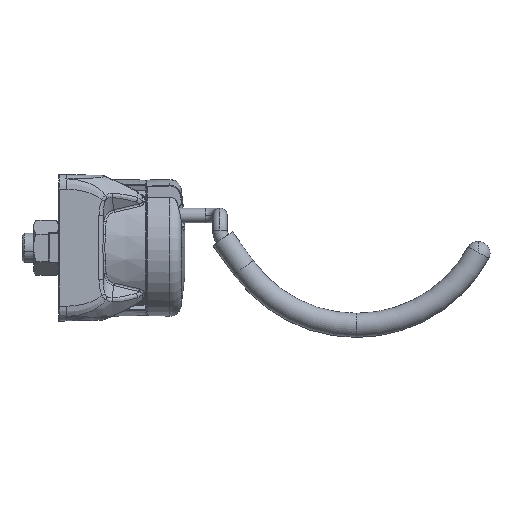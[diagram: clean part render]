
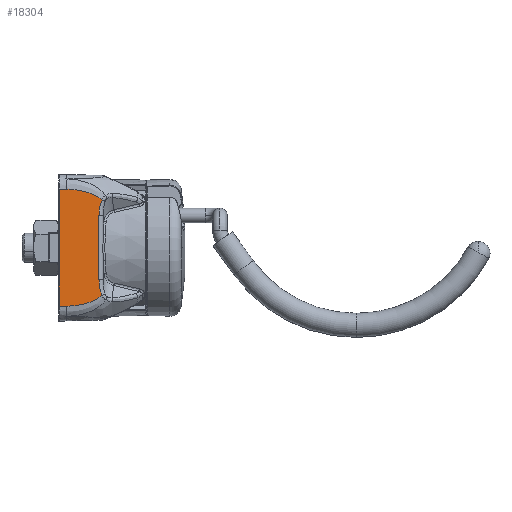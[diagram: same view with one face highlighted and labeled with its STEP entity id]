
A CAD part, top view. The second image highlights one B-rep face of the part: STEP entity #18304.
In plain terms, the highlighted planar face has unit normal (0.018, 0, 1).
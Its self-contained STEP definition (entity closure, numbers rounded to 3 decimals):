
#636 = CARTESIAN_POINT ( 'NONE',  ( 0.203, -15.98, 19.998 ) ) ;
#1661 = ORIENTED_EDGE ( 'NONE', *, *, #43530, .F. ) ;
#1816 = VERTEX_POINT ( 'NONE', #636 ) ;
#2601 = CARTESIAN_POINT ( 'NONE',  ( 11.305, -11.839, 19.804 ) ) ;
#3565 = ORIENTED_EDGE ( 'NONE', *, *, #43670, .T. ) ;
#3703 = EDGE_CURVE ( 'NONE', #38009, #30310, #35030, .T. ) ;
#5185 = LINE ( 'NONE', #10903, #25274 ) ;
#5337 = DIRECTION ( 'NONE',  ( -1., 0., 0.017 ) ) ;
#5706 = CARTESIAN_POINT ( 'NONE',  ( 11.524, -13.358, 19.8 ) ) ;
#6107 = VERTEX_POINT ( 'NONE', #12790 ) ;
#6527 = CARTESIAN_POINT ( 'NONE',  ( 2.238, 15.98, 19.962 ) ) ;
#7296 = VERTEX_POINT ( 'NONE', #31502 ) ;
#7761 = EDGE_CURVE ( 'NONE', #13900, #6107, #5185, .T. ) ;
#8552 = CARTESIAN_POINT ( 'NONE',  ( 5.617, -15.68, 19.903 ) ) ;
#8640 = CARTESIAN_POINT ( 'NONE',  ( 23., -15.98, 19.6 ) ) ;
#8657 = CARTESIAN_POINT ( 'NONE',  ( 11.028, -15.98, 19.809 ) ) ;
#9178 = VECTOR ( 'NONE', #27062, 1000. ) ;
#9250 = CARTESIAN_POINT ( 'NONE',  ( 10.062, -14.269, 19.826 ) ) ;
#10077 = DIRECTION ( 'NONE',  ( 0., -1., 0. ) ) ;
#10088 = CARTESIAN_POINT ( 'NONE',  ( 11.838, -13.064, 19.795 ) ) ;
#10180 = VECTOR ( 'NONE', #10077, 1000. ) ;
#10903 = CARTESIAN_POINT ( 'NONE',  ( 23., 15.98, 19.6 ) ) ;
#11211 = CARTESIAN_POINT ( 'NONE',  ( 11.028, -8.746, 19.809 ) ) ;
#12581 = CARTESIAN_POINT ( 'NONE',  ( 8.88, -14.789, 19.846 ) ) ;
#12790 = CARTESIAN_POINT ( 'NONE',  ( 0.203, 15.98, 19.998 ) ) ;
#13233 = CARTESIAN_POINT ( 'NONE',  ( 10.442, 14.069, 19.819 ) ) ;
#13702 = CARTESIAN_POINT ( 'NONE',  ( 6.445, 15.521, 19.889 ) ) ;
#13900 = VERTEX_POINT ( 'NONE', #6527 ) ;
#14064 = CARTESIAN_POINT ( 'NONE',  ( 11.028, 8.746, 19.809 ) ) ;
#14257 = ORIENTED_EDGE ( 'NONE', *, *, #23164, .F. ) ;
#14295 = CARTESIAN_POINT ( 'NONE',  ( 11.838, 13.064, 19.795 ) ) ;
#14526 = CARTESIAN_POINT ( 'NONE',  ( 11.028, 10.361, 19.809 ) ) ;
#15148 = VERTEX_POINT ( 'NONE', #19158 ) ;
#15412 = FACE_OUTER_BOUND ( 'NONE', #26263, .T. ) ;
#15820 = DIRECTION ( 'NONE',  ( -1., 0., 0.017 ) ) ;
#16641 = B_SPLINE_CURVE_WITH_KNOTS ( 'NONE', 3,
 ( #16792, #31398, #27378, #13233, #31634, #27842, #34474, #24565, #27618, #13702, #20540, #28068, #31154, #38943 ),
 .UNSPECIFIED., .F., .F.,
 ( 4, 2, 2, 2, 2, 2, 4 ),
 ( 0.001, 0.002, 0.003, 0.005, 0.006, 0.009, 0.011 ),
 .UNSPECIFIED. ) ;
#16792 = CARTESIAN_POINT ( 'NONE',  ( 11.838, 13.064, 19.795 ) ) ;
#16967 = AXIS2_PLACEMENT_3D ( 'NONE', #30720, #19421, #40644 ) ;
#17422 = CARTESIAN_POINT ( 'NONE',  ( 0.203, -15.98, 19.998 ) ) ;
#18304 = ADVANCED_FACE ( 'NONE', ( #15412 ), #29769, .T. ) ;
#19158 = CARTESIAN_POINT ( 'NONE',  ( 11.028, 8.746, 19.809 ) ) ;
#19421 = DIRECTION ( 'NONE',  ( 0.017, 0., 1. ) ) ;
#19892 = CARTESIAN_POINT ( 'NONE',  ( 2.238, -15.98, 19.962 ) ) ;
#20083 = CARTESIAN_POINT ( 'NONE',  ( 11.838, -13.064, 19.795 ) ) ;
#20540 = CARTESIAN_POINT ( 'NONE',  ( 5.617, 15.68, 19.903 ) ) ;
#23085 = LINE ( 'NONE', #8657, #9178 ) ;
#23164 = EDGE_CURVE ( 'NONE', #15148, #38009, #23085, .T. ) ;
#23445 = CARTESIAN_POINT ( 'NONE',  ( 3.094, -15.965, 19.947 ) ) ;
#23765 = ORIENTED_EDGE ( 'NONE', *, *, #29568, .T. ) ;
#24565 = CARTESIAN_POINT ( 'NONE',  ( 8.076, 15.072, 19.861 ) ) ;
#24900 = CARTESIAN_POINT ( 'NONE',  ( 11.305, 11.839, 19.804 ) ) ;
#25274 = VECTOR ( 'NONE', #15820, 1000. ) ;
#26263 = EDGE_LOOP ( 'NONE', ( #35243, #23765, #1661, #37541, #30193, #14257, #3565, #43904 ) ) ;
#26965 = CARTESIAN_POINT ( 'NONE',  ( 8.076, -15.072, 19.861 ) ) ;
#27062 = DIRECTION ( 'NONE',  ( 0., -1., 0. ) ) ;
#27189 = CARTESIAN_POINT ( 'NONE',  ( 6.445, -15.521, 19.889 ) ) ;
#27372 = CARTESIAN_POINT ( 'NONE',  ( 11.028, -8.746, 19.809 ) ) ;
#27378 = CARTESIAN_POINT ( 'NONE',  ( 11.172, 13.614, 19.806 ) ) ;
#27411 = EDGE_CURVE ( 'NONE', #30310, #7296, #37965, .T. ) ;
#27618 = CARTESIAN_POINT ( 'NONE',  ( 7.67, 15.195, 19.868 ) ) ;
#27842 = CARTESIAN_POINT ( 'NONE',  ( 9.28, 14.63, 19.839 ) ) ;
#28068 = CARTESIAN_POINT ( 'NONE',  ( 3.941, 15.902, 19.933 ) ) ;
#29568 = EDGE_CURVE ( 'NONE', #6107, #1816, #42166, .T. ) ;
#29769 = PLANE ( 'NONE',  #16967 ) ;
#30193 = ORIENTED_EDGE ( 'NONE', *, *, #3703, .F. ) ;
#30260 = CARTESIAN_POINT ( 'NONE',  ( 7.67, -15.195, 19.868 ) ) ;
#30310 = VERTEX_POINT ( 'NONE', #10088 ) ;
#30720 = CARTESIAN_POINT ( 'NONE',  ( 23., -15.98, 19.6 ) ) ;
#30733 = CARTESIAN_POINT ( 'NONE',  ( 3.941, -15.902, 19.933 ) ) ;
#31154 = CARTESIAN_POINT ( 'NONE',  ( 3.094, 15.965, 19.947 ) ) ;
#31398 = CARTESIAN_POINT ( 'NONE',  ( 11.524, 13.358, 19.8 ) ) ;
#31502 = CARTESIAN_POINT ( 'NONE',  ( 2.238, -15.98, 19.962 ) ) ;
#31543 = VECTOR ( 'NONE', #5337, 1000. ) ;
#31634 = CARTESIAN_POINT ( 'NONE',  ( 10.062, 14.269, 19.826 ) ) ;
#34057 = CARTESIAN_POINT ( 'NONE',  ( 9.28, -14.63, 19.839 ) ) ;
#34474 = CARTESIAN_POINT ( 'NONE',  ( 8.88, 14.789, 19.846 ) ) ;
#34924 = CARTESIAN_POINT ( 'NONE',  ( 11.028, -10.361, 19.809 ) ) ;
#35030 =( BOUNDED_CURVE ( )  B_SPLINE_CURVE ( 3, ( #27372, #34924, #2601, #20083 ),
 .UNSPECIFIED., .F., .F. ) 
 B_SPLINE_CURVE_WITH_KNOTS ( ( 4, 4 ),
 ( 4.974, 5.533 ),
 .UNSPECIFIED. ) 
 CURVE ( )  GEOMETRIC_REPRESENTATION_ITEM ( )  RATIONAL_B_SPLINE_CURVE ( ( 1., 0.974, 0.974, 1. ) ) 
 REPRESENTATION_ITEM ( '' )  );
#35243 = ORIENTED_EDGE ( 'NONE', *, *, #7761, .T. ) ;
#36747 = LINE ( 'NONE', #8640, #31543 ) ;
#37348 = CARTESIAN_POINT ( 'NONE',  ( 11.838, -13.064, 19.795 ) ) ;
#37541 = ORIENTED_EDGE ( 'NONE', *, *, #27411, .F. ) ;
#37965 = B_SPLINE_CURVE_WITH_KNOTS ( 'NONE', 3,
 ( #37348, #5706, #40885, #44916, #9250, #34057, #12581, #26965, #30260, #27189, #8552, #30733, #23445, #19892 ),
 .UNSPECIFIED., .F., .F.,
 ( 4, 2, 2, 2, 2, 2, 4 ),
 ( 0.001, 0.002, 0.003, 0.005, 0.006, 0.009, 0.011 ),
 .UNSPECIFIED. ) ;
#37978 =( BOUNDED_CURVE ( )  B_SPLINE_CURVE ( 3, ( #14064, #14526, #24900, #14295 ),
 .UNSPECIFIED., .F., .T. ) 
 B_SPLINE_CURVE_WITH_KNOTS ( ( 4, 4 ),
 ( 4.974, 5.533 ),
 .UNSPECIFIED. ) 
 CURVE ( )  GEOMETRIC_REPRESENTATION_ITEM ( )  RATIONAL_B_SPLINE_CURVE ( ( 1., 0.974, 0.974, 1. ) ) 
 REPRESENTATION_ITEM ( '' )  );
#38009 = VERTEX_POINT ( 'NONE', #11211 ) ;
#38943 = CARTESIAN_POINT ( 'NONE',  ( 2.238, 15.98, 19.962 ) ) ;
#40644 = DIRECTION ( 'NONE',  ( 0., -1., 0. ) ) ;
#40885 = CARTESIAN_POINT ( 'NONE',  ( 11.172, -13.614, 19.806 ) ) ;
#41249 = EDGE_CURVE ( 'NONE', #45370, #13900, #16641, .T. ) ;
#42166 = LINE ( 'NONE', #17422, #10180 ) ;
#42777 = CARTESIAN_POINT ( 'NONE',  ( 11.838, 13.064, 19.795 ) ) ;
#43530 = EDGE_CURVE ( 'NONE', #7296, #1816, #36747, .T. ) ;
#43670 = EDGE_CURVE ( 'NONE', #15148, #45370, #37978, .T. ) ;
#43904 = ORIENTED_EDGE ( 'NONE', *, *, #41249, .T. ) ;
#44916 = CARTESIAN_POINT ( 'NONE',  ( 10.442, -14.069, 19.819 ) ) ;
#45370 = VERTEX_POINT ( 'NONE', #42777 ) ;
